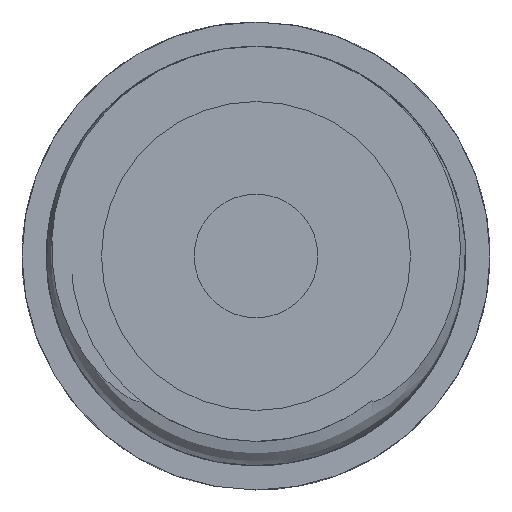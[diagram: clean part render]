
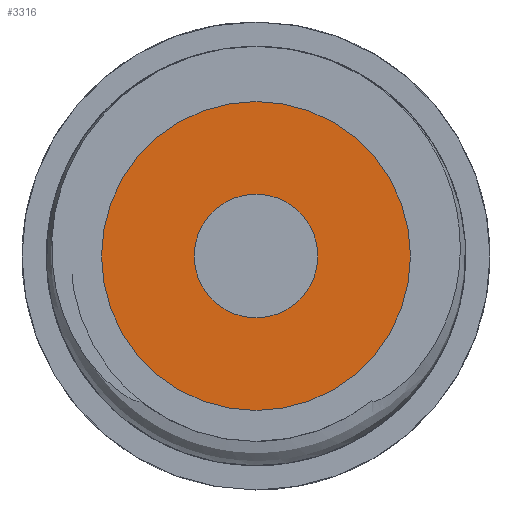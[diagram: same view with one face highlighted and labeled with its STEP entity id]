
A CAD part, left-side view. The second image highlights one B-rep face of the part: STEP entity #3316.
In plain terms, the highlighted planar face has unit normal (-1, 0, 0).
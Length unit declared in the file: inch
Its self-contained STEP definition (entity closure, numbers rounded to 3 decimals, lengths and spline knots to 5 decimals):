
#81 = AXIS2_PLACEMENT_3D ( 'NONE', #5462, #3688, #4230 ) ;
#229 = ORIENTED_EDGE ( 'NONE', *, *, #713, .T. ) ;
#410 = CARTESIAN_POINT ( 'NONE',  ( 0.35, 0., 0. ) ) ;
#680 = CIRCLE ( 'NONE', #6279, 0.07 ) ;
#713 = EDGE_CURVE ( 'NONE', #3465, #5141, #680, .T. ) ;
#718 = CARTESIAN_POINT ( 'NONE',  ( 0.35, 0., -0.175 ) ) ;
#1264 = CARTESIAN_POINT ( 'NONE',  ( 0.35, 0., 0. ) ) ;
#1860 = CARTESIAN_POINT ( 'NONE',  ( 0.35, 0., 0. ) ) ;
#2021 = CARTESIAN_POINT ( 'NONE',  ( 0.35, 0., -0.07 ) ) ;
#2444 = CIRCLE ( 'NONE', #4995, 0.175 ) ;
#2529 = CARTESIAN_POINT ( 'NONE',  ( 0.35, 0., 0.07 ) ) ;
#2537 = FACE_OUTER_BOUND ( 'NONE', #4044, .T. ) ;
#2843 = ORIENTED_EDGE ( 'NONE', *, *, #6643, .F. ) ;
#3316 = ADVANCED_FACE ( 'NONE', ( #3578, #2537 ), #5896, .F. ) ;
#3465 = VERTEX_POINT ( 'NONE', #2021 ) ;
#3577 = DIRECTION ( 'NONE',  ( 0., 0., -1. ) ) ;
#3578 = FACE_BOUND ( 'NONE', #3997, .T. ) ;
#3613 = DIRECTION ( 'NONE',  ( 1., 0., 0. ) ) ;
#3688 = DIRECTION ( 'NONE',  ( 1., 0., 0. ) ) ;
#3871 = DIRECTION ( 'NONE',  ( 0., 0., -1. ) ) ;
#3899 = CIRCLE ( 'NONE', #6933, 0.07 ) ;
#3997 = EDGE_LOOP ( 'NONE', ( #5132, #229 ) ) ;
#4044 = EDGE_LOOP ( 'NONE', ( #7328, #2843 ) ) ;
#4097 = DIRECTION ( 'NONE',  ( 0., 0., -1. ) ) ;
#4230 = DIRECTION ( 'NONE',  ( 0., 0., -1. ) ) ;
#4507 = CIRCLE ( 'NONE', #5706, 0.175 ) ;
#4721 = VERTEX_POINT ( 'NONE', #5094 ) ;
#4995 = AXIS2_PLACEMENT_3D ( 'NONE', #6435, #3613, #5967 ) ;
#5094 = CARTESIAN_POINT ( 'NONE',  ( 0.35, 0., 0.175 ) ) ;
#5132 = ORIENTED_EDGE ( 'NONE', *, *, #7271, .T. ) ;
#5141 = VERTEX_POINT ( 'NONE', #2529 ) ;
#5462 = CARTESIAN_POINT ( 'NONE',  ( 0.35, 0., 0. ) ) ;
#5706 = AXIS2_PLACEMENT_3D ( 'NONE', #1860, #6982, #4097 ) ;
#5781 = VERTEX_POINT ( 'NONE', #718 ) ;
#5815 = DIRECTION ( 'NONE',  ( 1., 0., 0. ) ) ;
#5896 = PLANE ( 'NONE',  #81 ) ;
#5967 = DIRECTION ( 'NONE',  ( 0., 0., -1. ) ) ;
#6279 = AXIS2_PLACEMENT_3D ( 'NONE', #410, #7357, #3871 ) ;
#6435 = CARTESIAN_POINT ( 'NONE',  ( 0.35, 0., 0. ) ) ;
#6643 = EDGE_CURVE ( 'NONE', #5781, #4721, #4507, .T. ) ;
#6933 = AXIS2_PLACEMENT_3D ( 'NONE', #1264, #5815, #3577 ) ;
#6982 = DIRECTION ( 'NONE',  ( 1., 0., 0. ) ) ;
#7227 = EDGE_CURVE ( 'NONE', #4721, #5781, #2444, .T. ) ;
#7271 = EDGE_CURVE ( 'NONE', #5141, #3465, #3899, .T. ) ;
#7328 = ORIENTED_EDGE ( 'NONE', *, *, #7227, .F. ) ;
#7357 = DIRECTION ( 'NONE',  ( 1., 0., 0. ) ) ;
